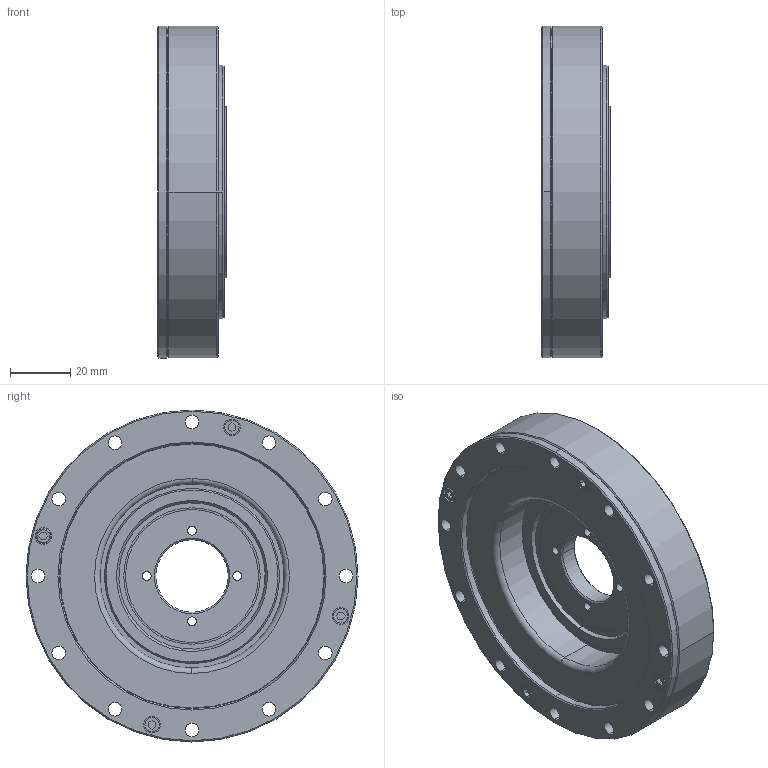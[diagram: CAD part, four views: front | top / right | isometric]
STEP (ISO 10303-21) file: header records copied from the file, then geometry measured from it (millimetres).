
FILE_DESCRIPTION (( 'STEP AP203' ), '1' );
FILE_NAME ('SHD-25-2SH.STEP', '2016-11-18T19:37:27', ( '' ), ( '' ), 'SwSTEP 2.0', 'SolidWorks 2015', '' );
FILE_SCHEMA (( 'CONFIG_CONTROL_DESIGN' ));
Length unit declared in the file: millimetre
Products named in the file (5): SHD-25-2SH-WG; SHD-25-2SH-CS; 25 WG BEARING DS; SHD-25-2SH; SHD-25-2SH-FS
Assembly tree (4 placements, depth 2):
  SHD-25-2SH
    SHD-25-2SH-WG
    25 WG BEARING DS
    SHD-25-2SH-FS
    SHD-25-2SH-CS
Bounding box: 22.68 x 110 x 110 mm (x, y, z)
Volume: 131544.4 mm3; surface area: 67110.6 mm2
Topology: 4 solids, 7 shells, 327 faces, 750 edges, 446 vertices
Faces by surface type: cylinder 154, cone 80, plane 59, torus 34
Entity records: 9765 total; most frequent: DIRECTION 1814, CARTESIAN_POINT 1506, ORIENTED_EDGE 1452, AXIS2_PLACEMENT_3D 754, EDGE_CURVE 726, VERTEX_POINT 446, EDGE_LOOP 430, CIRCLE 420
